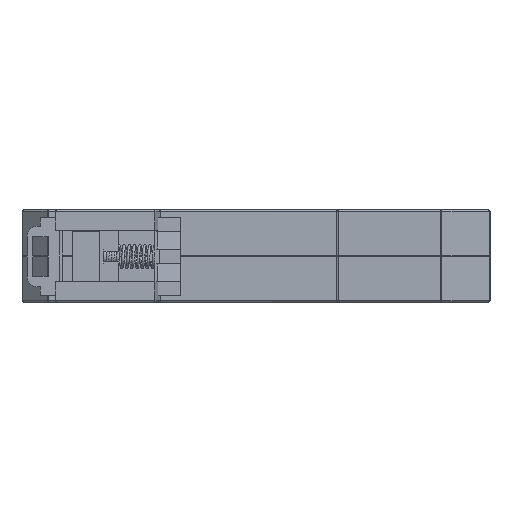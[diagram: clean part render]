
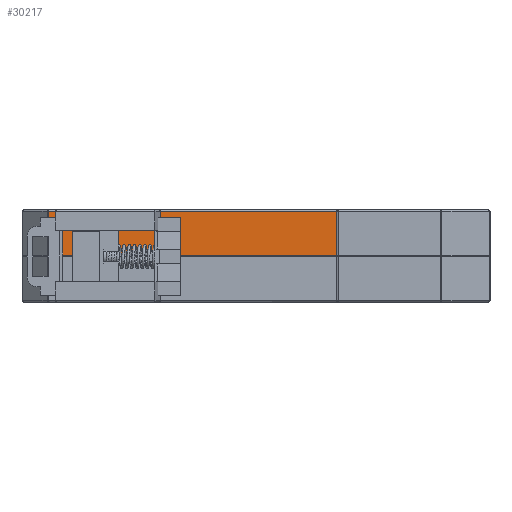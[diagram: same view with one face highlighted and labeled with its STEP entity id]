
A CAD part, front view. The second image highlights one B-rep face of the part: STEP entity #30217.
In plain terms, the highlighted planar face has unit normal (0, -1, 0).
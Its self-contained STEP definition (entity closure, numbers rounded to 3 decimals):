
#436 = ORIENTED_EDGE ( 'NONE', *, *, #27896, .F. ) ;
#754 = DIRECTION ( 'NONE',  ( 0., 0., -1. ) ) ;
#800 = LINE ( 'NONE', #32483, #5447 ) ;
#918 = LINE ( 'NONE', #16821, #47325 ) ;
#1218 = CARTESIAN_POINT ( 'NONE',  ( 28.8, 0., 8.95 ) ) ;
#1760 = VECTOR ( 'NONE', #46392, 1000. ) ;
#3848 = EDGE_CURVE ( 'NONE', #48379, #46955, #33262, .T. ) ;
#4646 = EDGE_CURVE ( 'NONE', #23600, #7902, #10084, .T. ) ;
#5447 = VECTOR ( 'NONE', #9619, 1000. ) ;
#7105 = VERTEX_POINT ( 'NONE', #37388 ) ;
#7902 = VERTEX_POINT ( 'NONE', #20679 ) ;
#8435 = CARTESIAN_POINT ( 'NONE',  ( 85., 0., 9. ) ) ;
#8486 = VERTEX_POINT ( 'NONE', #32154 ) ;
#8762 = CARTESIAN_POINT ( 'NONE',  ( 0., 0., 8.95 ) ) ;
#8863 = EDGE_CURVE ( 'NONE', #44646, #7105, #18764, .T. ) ;
#9619 = DIRECTION ( 'NONE',  ( -1., 0., 0. ) ) ;
#10084 = LINE ( 'NONE', #8435, #45401 ) ;
#10125 = EDGE_CURVE ( 'NONE', #8486, #42906, #918, .T. ) ;
#11205 = ORIENTED_EDGE ( 'NONE', *, *, #21164, .F. ) ;
#12527 = VECTOR ( 'NONE', #27206, 1000. ) ;
#13113 = ORIENTED_EDGE ( 'NONE', *, *, #3848, .F. ) ;
#14929 = CARTESIAN_POINT ( 'NONE',  ( 0., 0., 9. ) ) ;
#16224 = FACE_OUTER_BOUND ( 'NONE', #33628, .T. ) ;
#16821 = CARTESIAN_POINT ( 'NONE',  ( 28.8, 0., 9. ) ) ;
#17594 = VECTOR ( 'NONE', #754, 1000. ) ;
#18764 = LINE ( 'NONE', #45595, #17594 ) ;
#19571 = DIRECTION ( 'NONE',  ( 0., 0., 1. ) ) ;
#20679 = CARTESIAN_POINT ( 'NONE',  ( 85., 0., 1.5 ) ) ;
#21013 = ORIENTED_EDGE ( 'NONE', *, *, #47026, .F. ) ;
#21164 = EDGE_CURVE ( 'NONE', #7105, #8486, #28814, .T. ) ;
#21203 = PLANE ( 'NONE',  #37673 ) ;
#22670 = DIRECTION ( 'NONE',  ( 0., 0., 1. ) ) ;
#23502 = CARTESIAN_POINT ( 'NONE',  ( 64.5, 0., 1.5 ) ) ;
#23600 = VERTEX_POINT ( 'NONE', #39633 ) ;
#25010 = CARTESIAN_POINT ( 'NONE',  ( 86.376, 0., 0.3 ) ) ;
#25110 = ORIENTED_EDGE ( 'NONE', *, *, #10125, .F. ) ;
#25172 = CARTESIAN_POINT ( 'NONE',  ( 0., 0., 0.3 ) ) ;
#25810 = DIRECTION ( 'NONE',  ( 0., 1., 0. ) ) ;
#27206 = DIRECTION ( 'NONE',  ( 1., 0., 0. ) ) ;
#27891 = DIRECTION ( 'NONE',  ( 0., 0., 1. ) ) ;
#27896 = EDGE_CURVE ( 'NONE', #42906, #48379, #46648, .T. ) ;
#28657 = DIRECTION ( 'NONE',  ( -1., 0., 0. ) ) ;
#28814 = LINE ( 'NONE', #42456, #1760 ) ;
#30217 = ADVANCED_FACE ( 'NONE', ( #16224 ), #21203, .F. ) ;
#32154 = CARTESIAN_POINT ( 'NONE',  ( 28.8, 0., 0.3 ) ) ;
#32483 = CARTESIAN_POINT ( 'NONE',  ( 0., 0., 1.5 ) ) ;
#33262 = LINE ( 'NONE', #35185, #37935 ) ;
#33628 = EDGE_LOOP ( 'NONE', ( #25110, #11205, #48330, #35103, #46899, #21013, #13113, #436 ) ) ;
#34011 = CARTESIAN_POINT ( 'NONE',  ( 86.376, 0., 8.95 ) ) ;
#35103 = ORIENTED_EDGE ( 'NONE', *, *, #36309, .F. ) ;
#35185 = CARTESIAN_POINT ( 'NONE',  ( 86.376, 0., 9. ) ) ;
#36066 = LINE ( 'NONE', #25172, #37236 ) ;
#36309 = EDGE_CURVE ( 'NONE', #7902, #44646, #800, .T. ) ;
#37236 = VECTOR ( 'NONE', #28657, 1000. ) ;
#37388 = CARTESIAN_POINT ( 'NONE',  ( 64.5, 0., 0.3 ) ) ;
#37673 = AXIS2_PLACEMENT_3D ( 'NONE', #14929, #25810, #22670 ) ;
#37935 = VECTOR ( 'NONE', #46545, 1000. ) ;
#39633 = CARTESIAN_POINT ( 'NONE',  ( 85., 0., 0.3 ) ) ;
#42456 = CARTESIAN_POINT ( 'NONE',  ( 0., 0., 0.3 ) ) ;
#42906 = VERTEX_POINT ( 'NONE', #1218 ) ;
#44646 = VERTEX_POINT ( 'NONE', #23502 ) ;
#45401 = VECTOR ( 'NONE', #19571, 1000. ) ;
#45595 = CARTESIAN_POINT ( 'NONE',  ( 64.5, 0., 9. ) ) ;
#46392 = DIRECTION ( 'NONE',  ( -1., 0., 0. ) ) ;
#46545 = DIRECTION ( 'NONE',  ( 0., 0., -1. ) ) ;
#46648 = LINE ( 'NONE', #8762, #12527 ) ;
#46899 = ORIENTED_EDGE ( 'NONE', *, *, #4646, .F. ) ;
#46955 = VERTEX_POINT ( 'NONE', #25010 ) ;
#47026 = EDGE_CURVE ( 'NONE', #46955, #23600, #36066, .T. ) ;
#47325 = VECTOR ( 'NONE', #27891, 1000. ) ;
#48330 = ORIENTED_EDGE ( 'NONE', *, *, #8863, .F. ) ;
#48379 = VERTEX_POINT ( 'NONE', #34011 ) ;
